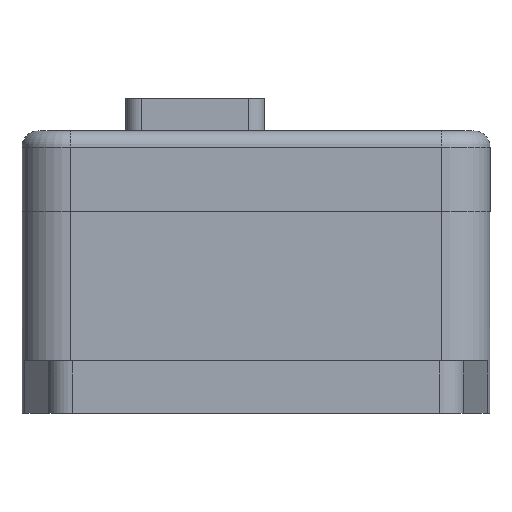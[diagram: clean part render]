
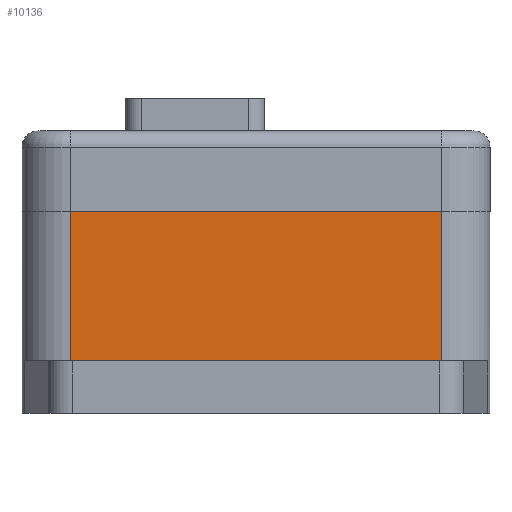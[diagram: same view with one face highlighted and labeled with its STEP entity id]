
A CAD part, left-side view. The second image highlights one B-rep face of the part: STEP entity #10136.
In plain terms, the highlighted planar face has unit normal (-1, 0, 0).
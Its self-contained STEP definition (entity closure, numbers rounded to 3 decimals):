
#431 = CARTESIAN_POINT ( 'NONE',  ( -53.369, 41.919, 70.75 ) ) ;
#654 = EDGE_CURVE ( 'NONE', #4187, #22868, #11894, .T. ) ;
#851 = DIRECTION ( 'NONE',  ( 0., -1., 0. ) ) ;
#1533 = PLANE ( 'NONE',  #13799 ) ;
#2389 = VERTEX_POINT ( 'NONE', #23917 ) ;
#2501 = ORIENTED_EDGE ( 'NONE', *, *, #12254, .T. ) ;
#4187 = VERTEX_POINT ( 'NONE', #431 ) ;
#5121 = ORIENTED_EDGE ( 'NONE', *, *, #6871, .T. ) ;
#6367 = CARTESIAN_POINT ( 'NONE',  ( -53.369, 41.919, 52.25 ) ) ;
#6871 = EDGE_CURVE ( 'NONE', #2389, #22868, #13288, .T. ) ;
#8265 = ORIENTED_EDGE ( 'NONE', *, *, #22835, .T. ) ;
#8959 = CARTESIAN_POINT ( 'NONE',  ( -53.369, 47.919, 70.75 ) ) ;
#9429 = LINE ( 'NONE', #17749, #19190 ) ;
#10136 = ADVANCED_FACE ( 'NONE', ( #22842 ), #1533, .F. ) ;
#11601 = EDGE_LOOP ( 'NONE', ( #8265, #2501, #5121, #20827 ) ) ;
#11894 = LINE ( 'NONE', #8959, #24812 ) ;
#12254 = EDGE_CURVE ( 'NONE', #23833, #2389, #24798, .T. ) ;
#13288 = LINE ( 'NONE', #14225, #15138 ) ;
#13799 = AXIS2_PLACEMENT_3D ( 'NONE', #15614, #23583, #19680 ) ;
#14225 = CARTESIAN_POINT ( 'NONE',  ( -53.369, -4.081, 70.75 ) ) ;
#15138 = VECTOR ( 'NONE', #16470, 1000. ) ;
#15597 = DIRECTION ( 'NONE',  ( 0., -1., 0. ) ) ;
#15600 = VECTOR ( 'NONE', #15597, 1000. ) ;
#15614 = CARTESIAN_POINT ( 'NONE',  ( -53.369, 47.919, 70.75 ) ) ;
#16470 = DIRECTION ( 'NONE',  ( 0., 0., 1. ) ) ;
#17589 = DIRECTION ( 'NONE',  ( 0., 0., -1. ) ) ;
#17749 = CARTESIAN_POINT ( 'NONE',  ( -53.369, 41.919, 70.75 ) ) ;
#19190 = VECTOR ( 'NONE', #17589, 1000. ) ;
#19680 = DIRECTION ( 'NONE',  ( 0., 1., 0. ) ) ;
#20827 = ORIENTED_EDGE ( 'NONE', *, *, #654, .F. ) ;
#22835 = EDGE_CURVE ( 'NONE', #4187, #23833, #9429, .T. ) ;
#22842 = FACE_OUTER_BOUND ( 'NONE', #11601, .T. ) ;
#22868 = VERTEX_POINT ( 'NONE', #25978 ) ;
#23583 = DIRECTION ( 'NONE',  ( 1., 0., 0. ) ) ;
#23728 = CARTESIAN_POINT ( 'NONE',  ( -53.369, 47.919, 52.25 ) ) ;
#23833 = VERTEX_POINT ( 'NONE', #6367 ) ;
#23917 = CARTESIAN_POINT ( 'NONE',  ( -53.369, -4.081, 52.25 ) ) ;
#24798 = LINE ( 'NONE', #23728, #15600 ) ;
#24812 = VECTOR ( 'NONE', #851, 1000. ) ;
#25978 = CARTESIAN_POINT ( 'NONE',  ( -53.369, -4.081, 70.75 ) ) ;
